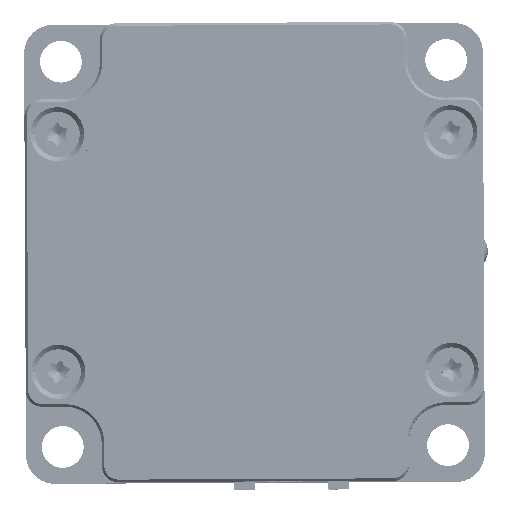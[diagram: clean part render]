
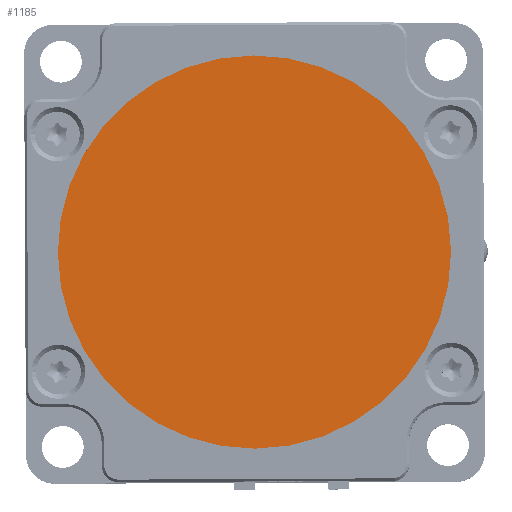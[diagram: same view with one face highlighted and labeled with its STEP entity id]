
A CAD part, top view. The second image highlights one B-rep face of the part: STEP entity #1185.
In plain terms, the highlighted face is planar.
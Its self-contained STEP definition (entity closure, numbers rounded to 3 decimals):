
#1185 = ADVANCED_FACE ( 'NONE', ( #4673 ), #32933, .T. ) ;
#1957 = AXIS2_PLACEMENT_3D ( 'NONE', #7459, #14857, #39189 ) ;
#3892 = AXIS2_PLACEMENT_3D ( 'NONE', #18717, #22441, #15242 ) ;
#4673 = FACE_OUTER_BOUND ( 'NONE', #14702, .T. ) ;
#6580 = CARTESIAN_POINT ( 'NONE',  ( 0., 0.8, 0. ) ) ;
#6659 = CARTESIAN_POINT ( 'NONE',  ( 0., 0.8, 24. ) ) ;
#7459 = CARTESIAN_POINT ( 'NONE',  ( 0., 0.8, 0. ) ) ;
#14702 = EDGE_LOOP ( 'NONE', ( #30965, #15043 ) ) ;
#14857 = DIRECTION ( 'NONE',  ( 0., -1., 0. ) ) ;
#15043 = ORIENTED_EDGE ( 'NONE', *, *, #35383, .T. ) ;
#15242 = DIRECTION ( 'NONE',  ( 0., 0., -1. ) ) ;
#18717 = CARTESIAN_POINT ( 'NONE',  ( 0., 0.8, 0. ) ) ;
#20250 = DIRECTION ( 'NONE',  ( 0., 0., -1. ) ) ;
#22238 = VERTEX_POINT ( 'NONE', #6659 ) ;
#22441 = DIRECTION ( 'NONE',  ( 0., -1., 0. ) ) ;
#30965 = ORIENTED_EDGE ( 'NONE', *, *, #39825, .T. ) ;
#32808 = CIRCLE ( 'NONE', #45413, 24. ) ;
#32933 = PLANE ( 'NONE',  #1957 ) ;
#35383 = EDGE_CURVE ( 'NONE', #22238, #41583, #38660, .T. ) ;
#38660 = CIRCLE ( 'NONE', #3892, 24. ) ;
#39189 = DIRECTION ( 'NONE',  ( 0., 0., -1. ) ) ;
#39825 = EDGE_CURVE ( 'NONE', #41583, #22238, #32808, .T. ) ;
#41583 = VERTEX_POINT ( 'NONE', #45889 ) ;
#44622 = DIRECTION ( 'NONE',  ( 0., -1., 0. ) ) ;
#45413 = AXIS2_PLACEMENT_3D ( 'NONE', #6580, #44622, #20250 ) ;
#45889 = CARTESIAN_POINT ( 'NONE',  ( 0., 0.8, -24. ) ) ;
